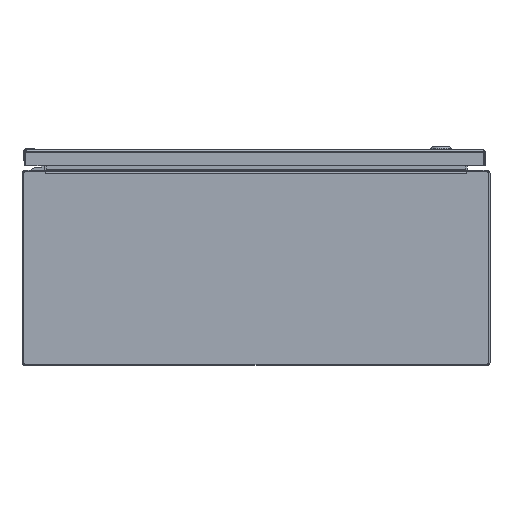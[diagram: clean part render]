
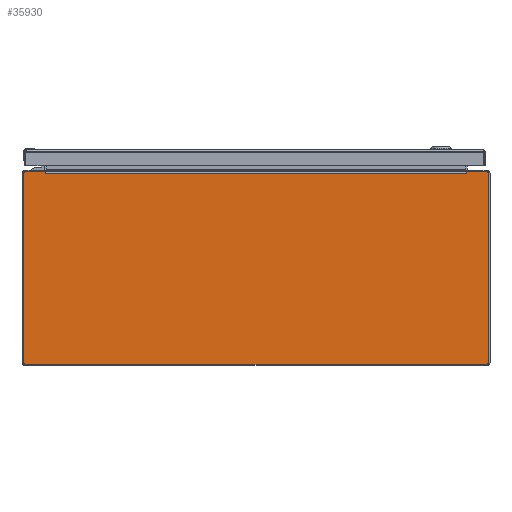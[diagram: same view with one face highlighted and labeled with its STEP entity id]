
A CAD part, front view. The second image highlights one B-rep face of the part: STEP entity #35930.
In plain terms, the highlighted planar face has unit normal (0, -1, 0).
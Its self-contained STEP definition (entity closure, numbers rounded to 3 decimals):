
#2160 = CARTESIAN_POINT ( 'NONE',  ( 11.937, -21., 4.857 ) ) ;
#2183 = DIRECTION ( 'NONE',  ( 0., -1., 0. ) ) ;
#2575 = VERTEX_POINT ( 'NONE', #2784 ) ;
#2784 = CARTESIAN_POINT ( 'NONE',  ( -10.828, -21., 4.937 ) ) ;
#4314 = LINE ( 'NONE', #77691, #145592 ) ;
#4459 = AXIS2_PLACEMENT_3D ( 'NONE', #82420, #119565, #131727 ) ;
#5462 = CARTESIAN_POINT ( 'NONE',  ( 0., -21., 4.855 ) ) ;
#5493 = ORIENTED_EDGE ( 'NONE', *, *, #156581, .T. ) ;
#5949 = VECTOR ( 'NONE', #26750, 39.37 ) ;
#7236 = CARTESIAN_POINT ( 'NONE',  ( -10.798, -21., 4.855 ) ) ;
#8130 = CIRCLE ( 'NONE', #113818, 0.08 ) ;
#8710 = CARTESIAN_POINT ( 'NONE',  ( 0., -21., -4.937 ) ) ;
#10556 = VERTEX_POINT ( 'NONE', #66403 ) ;
#11942 = CARTESIAN_POINT ( 'NONE',  ( 11.937, -21., -4.857 ) ) ;
#12261 = CARTESIAN_POINT ( 'NONE',  ( -11.937, -21., 0. ) ) ;
#12568 = CARTESIAN_POINT ( 'NONE',  ( 11.857, -21., 4.857 ) ) ;
#14280 = CARTESIAN_POINT ( 'NONE',  ( -11.857, -21., -4.857 ) ) ;
#17354 = DIRECTION ( 'NONE',  ( 0., 0., 1. ) ) ;
#17890 = VERTEX_POINT ( 'NONE', #2160 ) ;
#19620 = VERTEX_POINT ( 'NONE', #21734 ) ;
#21367 = CARTESIAN_POINT ( 'NONE',  ( 10.828, -21., 4.937 ) ) ;
#21679 = EDGE_CURVE ( 'NONE', #84284, #51981, #29671, .T. ) ;
#21734 = CARTESIAN_POINT ( 'NONE',  ( 10.814, -21., 4.855 ) ) ;
#21882 = VECTOR ( 'NONE', #17354, 39.37 ) ;
#22450 = CARTESIAN_POINT ( 'NONE',  ( -11.857, -21., -4.937 ) ) ;
#23603 = LINE ( 'NONE', #12261, #154066 ) ;
#25110 = CARTESIAN_POINT ( 'NONE',  ( 0., -21., 4.937 ) ) ;
#25899 = DIRECTION ( 'NONE',  ( -1., 0., 0. ) ) ;
#26394 = EDGE_CURVE ( 'NONE', #51981, #150123, #60621, .T. ) ;
#26407 = EDGE_CURVE ( 'NONE', #10556, #100015, #37935, .T. ) ;
#26750 = DIRECTION ( 'NONE',  ( -0.174, 0., 0.985 ) ) ;
#27810 = VERTEX_POINT ( 'NONE', #150056 ) ;
#29138 = VERTEX_POINT ( 'NONE', #92492 ) ;
#29671 = LINE ( 'NONE', #5462, #79702 ) ;
#30854 = ORIENTED_EDGE ( 'NONE', *, *, #155026, .T. ) ;
#35930 = ADVANCED_FACE ( 'NONE', ( #39372 ), #139448, .T. ) ;
#36441 = CARTESIAN_POINT ( 'NONE',  ( 0., -21., 4.855 ) ) ;
#37935 = CIRCLE ( 'NONE', #4459, 0.08 ) ;
#39290 = DIRECTION ( 'NONE',  ( 0., 0., -1. ) ) ;
#39372 = FACE_OUTER_BOUND ( 'NONE', #46422, .T. ) ;
#42623 = CIRCLE ( 'NONE', #63175, 0.08 ) ;
#44732 = ORIENTED_EDGE ( 'NONE', *, *, #26394, .T. ) ;
#45799 = CARTESIAN_POINT ( 'NONE',  ( 10.798, -21., 4.855 ) ) ;
#46309 = LINE ( 'NONE', #70509, #52456 ) ;
#46422 = EDGE_LOOP ( 'NONE', ( #5493, #77582, #107472, #81375, #145252, #100442, #78669, #86323, #54734, #86585, #110171, #150094, #44732, #30854 ) ) ;
#48498 = EDGE_CURVE ( 'NONE', #100277, #52852, #46309, .T. ) ;
#51981 = VERTEX_POINT ( 'NONE', #7236 ) ;
#52456 = VECTOR ( 'NONE', #95483, 39.37 ) ;
#52852 = VERTEX_POINT ( 'NONE', #21367 ) ;
#54734 = ORIENTED_EDGE ( 'NONE', *, *, #48498, .T. ) ;
#58775 = LINE ( 'NONE', #121698, #151268 ) ;
#60621 = LINE ( 'NONE', #36441, #143611 ) ;
#60969 = DIRECTION ( 'NONE',  ( 0., 0., -1. ) ) ;
#62089 = AXIS2_PLACEMENT_3D ( 'NONE', #97655, #88519, #114357 ) ;
#62529 = EDGE_CURVE ( 'NONE', #27810, #29138, #23603, .T. ) ;
#63175 = AXIS2_PLACEMENT_3D ( 'NONE', #12568, #122316, #60969 ) ;
#66403 = CARTESIAN_POINT ( 'NONE',  ( 11.857, -21., -4.937 ) ) ;
#70509 = CARTESIAN_POINT ( 'NONE',  ( 0., -21., 4.937 ) ) ;
#77582 = ORIENTED_EDGE ( 'NONE', *, *, #114701, .T. ) ;
#77691 = CARTESIAN_POINT ( 'NONE',  ( 10.806, -21., 4.855 ) ) ;
#78669 = ORIENTED_EDGE ( 'NONE', *, *, #96411, .T. ) ;
#78895 = AXIS2_PLACEMENT_3D ( 'NONE', #101123, #139936, #152033 ) ;
#79702 = VECTOR ( 'NONE', #153131, 39.37 ) ;
#81375 = ORIENTED_EDGE ( 'NONE', *, *, #152515, .T. ) ;
#81539 = CIRCLE ( 'NONE', #78895, 0.08 ) ;
#82420 = CARTESIAN_POINT ( 'NONE',  ( 11.857, -21., -4.857 ) ) ;
#84284 = VERTEX_POINT ( 'NONE', #45799 ) ;
#85601 = DIRECTION ( 'NONE',  ( -1., 0., 0. ) ) ;
#86323 = ORIENTED_EDGE ( 'NONE', *, *, #97098, .T. ) ;
#86585 = ORIENTED_EDGE ( 'NONE', *, *, #103113, .T. ) ;
#88519 = DIRECTION ( 'NONE',  ( 0., -1., 0. ) ) ;
#90316 = VECTOR ( 'NONE', #154003, 39.37 ) ;
#91108 = VECTOR ( 'NONE', #25899, 39.37 ) ;
#91800 = LINE ( 'NONE', #8710, #90316 ) ;
#92492 = CARTESIAN_POINT ( 'NONE',  ( -11.937, -21., -4.857 ) ) ;
#95483 = DIRECTION ( 'NONE',  ( -1., 0., 0. ) ) ;
#96411 = EDGE_CURVE ( 'NONE', #100015, #17890, #137630, .T. ) ;
#97098 = EDGE_CURVE ( 'NONE', #17890, #100277, #42623, .T. ) ;
#97655 = CARTESIAN_POINT ( 'NONE',  ( 0., -21., 0. ) ) ;
#99311 = LINE ( 'NONE', #106281, #5949 ) ;
#100015 = VERTEX_POINT ( 'NONE', #11942 ) ;
#100277 = VERTEX_POINT ( 'NONE', #118279 ) ;
#100442 = ORIENTED_EDGE ( 'NONE', *, *, #26407, .T. ) ;
#101123 = CARTESIAN_POINT ( 'NONE',  ( -11.857, -21., 4.857 ) ) ;
#102792 = CARTESIAN_POINT ( 'NONE',  ( -11.857, -21., 4.937 ) ) ;
#103113 = EDGE_CURVE ( 'NONE', #52852, #19620, #58775, .T. ) ;
#106281 = CARTESIAN_POINT ( 'NONE',  ( -10.814, -21., 4.855 ) ) ;
#107472 = ORIENTED_EDGE ( 'NONE', *, *, #62529, .T. ) ;
#110171 = ORIENTED_EDGE ( 'NONE', *, *, #128664, .T. ) ;
#113818 = AXIS2_PLACEMENT_3D ( 'NONE', #14280, #2183, #39290 ) ;
#114357 = DIRECTION ( 'NONE',  ( 0., 0., -1. ) ) ;
#114567 = LINE ( 'NONE', #25110, #91108 ) ;
#114701 = EDGE_CURVE ( 'NONE', #116929, #27810, #81539, .T. ) ;
#116929 = VERTEX_POINT ( 'NONE', #102792 ) ;
#118279 = CARTESIAN_POINT ( 'NONE',  ( 11.857, -21., 4.937 ) ) ;
#119565 = DIRECTION ( 'NONE',  ( 0., -1., 0. ) ) ;
#121698 = CARTESIAN_POINT ( 'NONE',  ( 10.828, -21., 4.937 ) ) ;
#122316 = DIRECTION ( 'NONE',  ( 0., -1., 0. ) ) ;
#126282 = CARTESIAN_POINT ( 'NONE',  ( 11.937, -21., 0. ) ) ;
#128664 = EDGE_CURVE ( 'NONE', #19620, #84284, #4314, .T. ) ;
#129273 = DIRECTION ( 'NONE',  ( -0.174, 0., -0.985 ) ) ;
#131727 = DIRECTION ( 'NONE',  ( 0., 0., -1. ) ) ;
#133763 = VERTEX_POINT ( 'NONE', #22450 ) ;
#137630 = LINE ( 'NONE', #126282, #21882 ) ;
#139448 = PLANE ( 'NONE',  #62089 ) ;
#139936 = DIRECTION ( 'NONE',  ( 0., -1., 0. ) ) ;
#143611 = VECTOR ( 'NONE', #85601, 39.37 ) ;
#145252 = ORIENTED_EDGE ( 'NONE', *, *, #148809, .T. ) ;
#145592 = VECTOR ( 'NONE', #154352, 39.37 ) ;
#147852 = DIRECTION ( 'NONE',  ( 0., 0., -1. ) ) ;
#148809 = EDGE_CURVE ( 'NONE', #133763, #10556, #91800, .T. ) ;
#150056 = CARTESIAN_POINT ( 'NONE',  ( -11.937, -21., 4.857 ) ) ;
#150094 = ORIENTED_EDGE ( 'NONE', *, *, #21679, .T. ) ;
#150123 = VERTEX_POINT ( 'NONE', #152881 ) ;
#151268 = VECTOR ( 'NONE', #129273, 39.37 ) ;
#152033 = DIRECTION ( 'NONE',  ( 0., 0., -1. ) ) ;
#152515 = EDGE_CURVE ( 'NONE', #29138, #133763, #8130, .T. ) ;
#152881 = CARTESIAN_POINT ( 'NONE',  ( -10.814, -21., 4.855 ) ) ;
#153131 = DIRECTION ( 'NONE',  ( -1., 0., 0. ) ) ;
#154003 = DIRECTION ( 'NONE',  ( 1., 0., 0. ) ) ;
#154066 = VECTOR ( 'NONE', #147852, 39.37 ) ;
#154352 = DIRECTION ( 'NONE',  ( -1., 0., 0. ) ) ;
#155026 = EDGE_CURVE ( 'NONE', #150123, #2575, #99311, .T. ) ;
#156581 = EDGE_CURVE ( 'NONE', #2575, #116929, #114567, .T. ) ;
